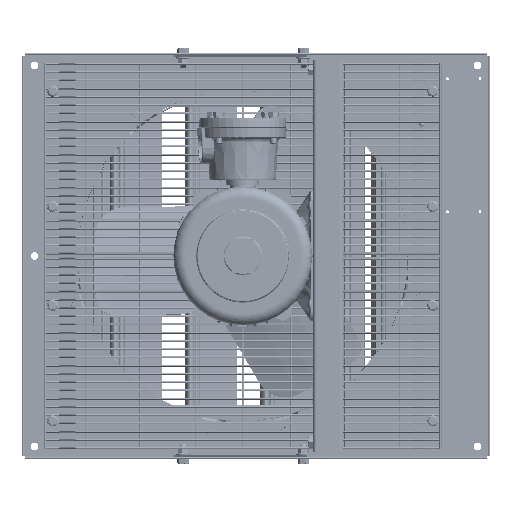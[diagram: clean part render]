
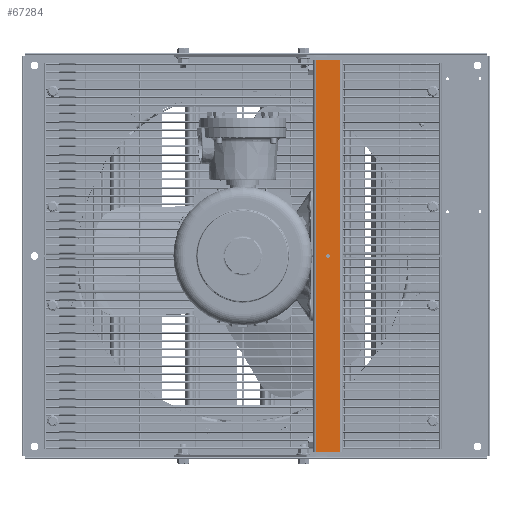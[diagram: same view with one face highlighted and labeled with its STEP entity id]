
A CAD part, left-side view. The second image highlights one B-rep face of the part: STEP entity #67284.
In plain terms, the highlighted planar face has unit normal (-1, 0, 0).
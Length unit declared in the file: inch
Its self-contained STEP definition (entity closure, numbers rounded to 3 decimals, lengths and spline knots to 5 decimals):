
#3886 = CARTESIAN_POINT ( 'NONE',  ( -3.98656, 2.35277, -0.00356 ) ) ;
#9045 = ORIENTED_EDGE ( 'NONE', *, *, #115091, .T. ) ;
#14418 = CARTESIAN_POINT ( 'NONE',  ( -3.98656, 1.75277, 9.74644 ) ) ;
#15355 = DIRECTION ( 'NONE',  ( 0., 0., -1. ) ) ;
#16859 = EDGE_LOOP ( 'NONE', ( #117315, #83592 ) ) ;
#39421 = VERTEX_POINT ( 'NONE', #14418 ) ;
#43523 = VERTEX_POINT ( 'NONE', #73020 ) ;
#43575 = AXIS2_PLACEMENT_3D ( 'NONE', #180424, #172744, #294410 ) ;
#55985 = LINE ( 'NONE', #234274, #62904 ) ;
#62904 = VECTOR ( 'NONE', #357661, 39.37008 ) ;
#63144 = VERTEX_POINT ( 'NONE', #141867 ) ;
#67284 = ADVANCED_FACE ( 'NONE', ( #290967, #255723 ), #171205, .F. ) ;
#68315 = EDGE_CURVE ( 'NONE', #63144, #43523, #331779, .T. ) ;
#73020 = CARTESIAN_POINT ( 'NONE',  ( -3.98656, 2.35277, 0.09019 ) ) ;
#75018 = AXIS2_PLACEMENT_3D ( 'NONE', #3886, #123379, #182227 ) ;
#75384 = CARTESIAN_POINT ( 'NONE',  ( -3.98656, 3.10277, 9.74644 ) ) ;
#76164 = CARTESIAN_POINT ( 'NONE',  ( -3.98656, 1.75277, 9.74644 ) ) ;
#80733 = VERTEX_POINT ( 'NONE', #232770 ) ;
#83592 = ORIENTED_EDGE ( 'NONE', *, *, #68315, .F. ) ;
#105368 = LINE ( 'NONE', #76164, #286177 ) ;
#108430 = LINE ( 'NONE', #259625, #127856 ) ;
#115091 = EDGE_CURVE ( 'NONE', #80733, #162094, #108430, .T. ) ;
#117315 = ORIENTED_EDGE ( 'NONE', *, *, #267603, .F. ) ;
#123379 = DIRECTION ( 'NONE',  ( -1., 0., 0. ) ) ;
#127856 = VECTOR ( 'NONE', #383065, 39.37008 ) ;
#137108 = AXIS2_PLACEMENT_3D ( 'NONE', #75384, #257670, #139863 ) ;
#139863 = DIRECTION ( 'NONE',  ( 0., 0., -1. ) ) ;
#141867 = CARTESIAN_POINT ( 'NONE',  ( -3.98656, 2.35277, -0.09731 ) ) ;
#145055 = CARTESIAN_POINT ( 'NONE',  ( -3.98656, 1.75277, -9.75356 ) ) ;
#158477 = CARTESIAN_POINT ( 'NONE',  ( -3.98656, 2.95277, 9.74644 ) ) ;
#162094 = VERTEX_POINT ( 'NONE', #145055 ) ;
#171205 = PLANE ( 'NONE',  #137108 ) ;
#172744 = DIRECTION ( 'NONE',  ( -1., 0., 0. ) ) ;
#180424 = CARTESIAN_POINT ( 'NONE',  ( -3.98656, 2.35277, -0.00356 ) ) ;
#182227 = DIRECTION ( 'NONE',  ( 0., 0., 1. ) ) ;
#201873 = VECTOR ( 'NONE', #15355, 39.37008 ) ;
#232770 = CARTESIAN_POINT ( 'NONE',  ( -3.98656, 2.95277, -9.75356 ) ) ;
#234274 = CARTESIAN_POINT ( 'NONE',  ( -3.98656, 3.10277, 9.74644 ) ) ;
#239879 = EDGE_CURVE ( 'NONE', #39421, #162094, #105368, .T. ) ;
#244032 = CIRCLE ( 'NONE', #75018, 0.09375 ) ;
#255723 = FACE_OUTER_BOUND ( 'NONE', #290572, .T. ) ;
#257670 = DIRECTION ( 'NONE',  ( 1., 0., 0. ) ) ;
#259625 = CARTESIAN_POINT ( 'NONE',  ( -3.98656, 3.10277, -9.75356 ) ) ;
#267603 = EDGE_CURVE ( 'NONE', #43523, #63144, #244032, .T. ) ;
#277733 = EDGE_CURVE ( 'NONE', #352653, #80733, #372263, .T. ) ;
#286177 = VECTOR ( 'NONE', #321200, 39.37008 ) ;
#290572 = EDGE_LOOP ( 'NONE', ( #9045, #387893, #368048, #336503 ) ) ;
#290967 = FACE_BOUND ( 'NONE', #16859, .T. ) ;
#294410 = DIRECTION ( 'NONE',  ( 0., 0., 1. ) ) ;
#313891 = CARTESIAN_POINT ( 'NONE',  ( -3.98656, 2.95277, 9.74644 ) ) ;
#321200 = DIRECTION ( 'NONE',  ( 0., 0., -1. ) ) ;
#331779 = CIRCLE ( 'NONE', #43575, 0.09375 ) ;
#336503 = ORIENTED_EDGE ( 'NONE', *, *, #277733, .T. ) ;
#338750 = EDGE_CURVE ( 'NONE', #352653, #39421, #55985, .T. ) ;
#352653 = VERTEX_POINT ( 'NONE', #313891 ) ;
#357661 = DIRECTION ( 'NONE',  ( 0., -1., 0. ) ) ;
#368048 = ORIENTED_EDGE ( 'NONE', *, *, #338750, .F. ) ;
#372263 = LINE ( 'NONE', #158477, #201873 ) ;
#383065 = DIRECTION ( 'NONE',  ( 0., -1., 0. ) ) ;
#387893 = ORIENTED_EDGE ( 'NONE', *, *, #239879, .F. ) ;
